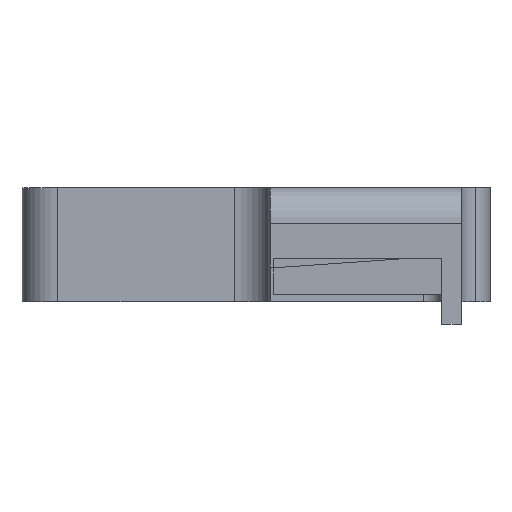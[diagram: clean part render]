
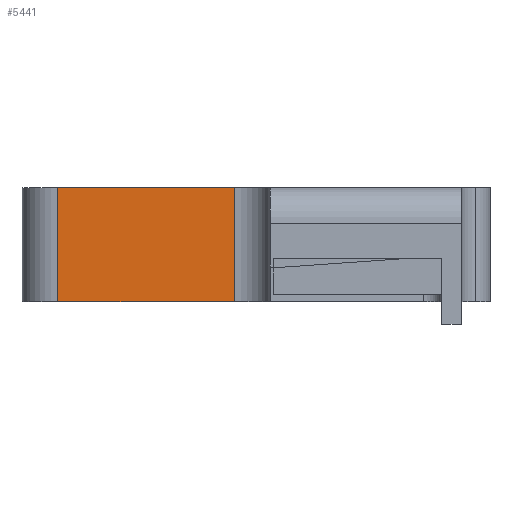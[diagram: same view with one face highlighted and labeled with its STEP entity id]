
A CAD part, front view. The second image highlights one B-rep face of the part: STEP entity #5441.
In plain terms, the highlighted face is planar.
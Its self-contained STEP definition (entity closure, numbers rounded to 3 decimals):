
#2438 = PLANE('',#2439);
#2439 = AXIS2_PLACEMENT_3D('',#2440,#2441,#2442);
#2440 = CARTESIAN_POINT('',(-34.862,36.678,4.013));
#2441 = DIRECTION('',(-0.,-1.,0.));
#2442 = DIRECTION('',(0.,0.,-1.));
#2675 = PLANE('',#2676);
#2676 = AXIS2_PLACEMENT_3D('',#2677,#2678,#2679);
#2677 = CARTESIAN_POINT('',(-34.862,41.758,4.013));
#2678 = DIRECTION('',(-0.,-1.,0.));
#2679 = DIRECTION('',(0.,0.,-1.));
#4270 = VERTEX_POINT('',#4271);
#4271 = CARTESIAN_POINT('',(-29.083,36.678,-3.861));
#4290 = CYLINDRICAL_SURFACE('',#4291,1.588);
#4291 = AXIS2_PLACEMENT_3D('',#4292,#4293,#4294);
#4292 = CARTESIAN_POINT('',(-27.496,36.678,-3.861));
#4293 = DIRECTION('',(0.,1.,0.));
#4294 = DIRECTION('',(0.,0.,1.));
#4302 = EDGE_CURVE('',#4270,#4303,#4305,.T.);
#4303 = VERTEX_POINT('',#4304);
#4304 = CARTESIAN_POINT('',(-29.083,36.678,4.013));
#4305 = SURFACE_CURVE('',#4306,(#4310,#4317),.PCURVE_S1.);
#4306 = LINE('',#4307,#4308);
#4307 = CARTESIAN_POINT('',(-29.083,36.678,4.013));
#4308 = VECTOR('',#4309,1.);
#4309 = DIRECTION('',(0.,0.,1.));
#4310 = PCURVE('',#2438,#4311);
#4311 = DEFINITIONAL_REPRESENTATION('',(#4312),#4316);
#4312 = LINE('',#4313,#4314);
#4313 = CARTESIAN_POINT('',(0.,5.779));
#4314 = VECTOR('',#4315,1.);
#4315 = DIRECTION('',(-1.,0.));
#4316 = ( GEOMETRIC_REPRESENTATION_CONTEXT(2) 
PARAMETRIC_REPRESENTATION_CONTEXT() REPRESENTATION_CONTEXT('2D SPACE',''
  ) );
#4317 = PCURVE('',#4318,#4323);
#4318 = PLANE('',#4319);
#4319 = AXIS2_PLACEMENT_3D('',#4320,#4321,#4322);
#4320 = CARTESIAN_POINT('',(-29.083,36.678,4.013));
#4321 = DIRECTION('',(-1.,0.,-0.));
#4322 = DIRECTION('',(0.,0.,-1.));
#4323 = DEFINITIONAL_REPRESENTATION('',(#4324),#4328);
#4324 = LINE('',#4325,#4326);
#4325 = CARTESIAN_POINT('',(0.,0.));
#4326 = VECTOR('',#4327,1.);
#4327 = DIRECTION('',(-1.,0.));
#4328 = ( GEOMETRIC_REPRESENTATION_CONTEXT(2) 
PARAMETRIC_REPRESENTATION_CONTEXT() REPRESENTATION_CONTEXT('2D SPACE',''
  ) );
#4347 = CYLINDRICAL_SURFACE('',#4348,1.588);
#4348 = AXIS2_PLACEMENT_3D('',#4349,#4350,#4351);
#4349 = CARTESIAN_POINT('',(-30.671,36.678,4.013));
#4350 = DIRECTION('',(0.,1.,0.));
#4351 = DIRECTION('',(0.,0.,1.));
#5393 = EDGE_CURVE('',#4270,#5394,#5396,.T.);
#5394 = VERTEX_POINT('',#5395);
#5395 = CARTESIAN_POINT('',(-29.083,41.758,-3.861));
#5396 = SURFACE_CURVE('',#5397,(#5401,#5408),.PCURVE_S1.);
#5397 = LINE('',#5398,#5399);
#5398 = CARTESIAN_POINT('',(-29.083,36.678,-3.861));
#5399 = VECTOR('',#5400,1.);
#5400 = DIRECTION('',(0.,1.,0.));
#5401 = PCURVE('',#4290,#5402);
#5402 = DEFINITIONAL_REPRESENTATION('',(#5403),#5407);
#5403 = LINE('',#5404,#5405);
#5404 = CARTESIAN_POINT('',(4.712,0.));
#5405 = VECTOR('',#5406,1.);
#5406 = DIRECTION('',(0.,1.));
#5407 = ( GEOMETRIC_REPRESENTATION_CONTEXT(2) 
PARAMETRIC_REPRESENTATION_CONTEXT() REPRESENTATION_CONTEXT('2D SPACE',''
  ) );
#5408 = PCURVE('',#4318,#5409);
#5409 = DEFINITIONAL_REPRESENTATION('',(#5410),#5414);
#5410 = LINE('',#5411,#5412);
#5411 = CARTESIAN_POINT('',(7.874,0.));
#5412 = VECTOR('',#5413,1.);
#5413 = DIRECTION('',(0.,-1.));
#5414 = ( GEOMETRIC_REPRESENTATION_CONTEXT(2) 
PARAMETRIC_REPRESENTATION_CONTEXT() REPRESENTATION_CONTEXT('2D SPACE',''
  ) );
#5441 = ADVANCED_FACE('',(#5442),#4318,.F.);
#5442 = FACE_BOUND('',#5443,.T.);
#5443 = EDGE_LOOP('',(#5444,#5467,#5488,#5489));
#5444 = ORIENTED_EDGE('',*,*,#5445,.T.);
#5445 = EDGE_CURVE('',#5394,#5446,#5448,.T.);
#5446 = VERTEX_POINT('',#5447);
#5447 = CARTESIAN_POINT('',(-29.083,41.758,4.013));
#5448 = SURFACE_CURVE('',#5449,(#5453,#5460),.PCURVE_S1.);
#5449 = LINE('',#5450,#5451);
#5450 = CARTESIAN_POINT('',(-29.083,41.758,4.013));
#5451 = VECTOR('',#5452,1.);
#5452 = DIRECTION('',(0.,0.,1.));
#5453 = PCURVE('',#4318,#5454);
#5454 = DEFINITIONAL_REPRESENTATION('',(#5455),#5459);
#5455 = LINE('',#5456,#5457);
#5456 = CARTESIAN_POINT('',(0.,-5.08));
#5457 = VECTOR('',#5458,1.);
#5458 = DIRECTION('',(-1.,0.));
#5459 = ( GEOMETRIC_REPRESENTATION_CONTEXT(2) 
PARAMETRIC_REPRESENTATION_CONTEXT() REPRESENTATION_CONTEXT('2D SPACE',''
  ) );
#5460 = PCURVE('',#2675,#5461);
#5461 = DEFINITIONAL_REPRESENTATION('',(#5462),#5466);
#5462 = LINE('',#5463,#5464);
#5463 = CARTESIAN_POINT('',(0.,5.779));
#5464 = VECTOR('',#5465,1.);
#5465 = DIRECTION('',(-1.,0.));
#5466 = ( GEOMETRIC_REPRESENTATION_CONTEXT(2) 
PARAMETRIC_REPRESENTATION_CONTEXT() REPRESENTATION_CONTEXT('2D SPACE',''
  ) );
#5467 = ORIENTED_EDGE('',*,*,#5468,.F.);
#5468 = EDGE_CURVE('',#4303,#5446,#5469,.T.);
#5469 = SURFACE_CURVE('',#5470,(#5474,#5481),.PCURVE_S1.);
#5470 = LINE('',#5471,#5472);
#5471 = CARTESIAN_POINT('',(-29.083,36.678,4.013));
#5472 = VECTOR('',#5473,1.);
#5473 = DIRECTION('',(0.,1.,0.));
#5474 = PCURVE('',#4318,#5475);
#5475 = DEFINITIONAL_REPRESENTATION('',(#5476),#5480);
#5476 = LINE('',#5477,#5478);
#5477 = CARTESIAN_POINT('',(0.,0.));
#5478 = VECTOR('',#5479,1.);
#5479 = DIRECTION('',(0.,-1.));
#5480 = ( GEOMETRIC_REPRESENTATION_CONTEXT(2) 
PARAMETRIC_REPRESENTATION_CONTEXT() REPRESENTATION_CONTEXT('2D SPACE',''
  ) );
#5481 = PCURVE('',#4347,#5482);
#5482 = DEFINITIONAL_REPRESENTATION('',(#5483),#5487);
#5483 = LINE('',#5484,#5485);
#5484 = CARTESIAN_POINT('',(1.571,0.));
#5485 = VECTOR('',#5486,1.);
#5486 = DIRECTION('',(0.,1.));
#5487 = ( GEOMETRIC_REPRESENTATION_CONTEXT(2) 
PARAMETRIC_REPRESENTATION_CONTEXT() REPRESENTATION_CONTEXT('2D SPACE',''
  ) );
#5488 = ORIENTED_EDGE('',*,*,#4302,.F.);
#5489 = ORIENTED_EDGE('',*,*,#5393,.T.);
